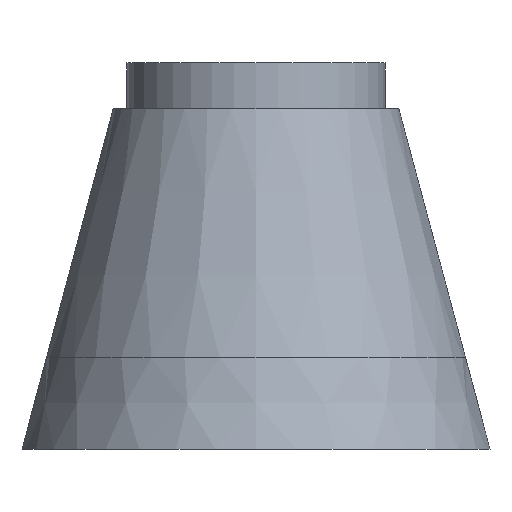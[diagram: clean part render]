
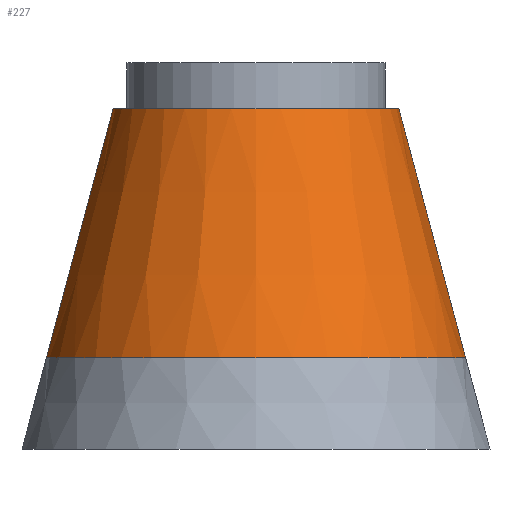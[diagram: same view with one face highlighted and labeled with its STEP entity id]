
A CAD part, left-side view. The second image highlights one B-rep face of the part: STEP entity #227.
In plain terms, the highlighted conical face has half-angle 15 degrees and reference radius 34.949 mm.
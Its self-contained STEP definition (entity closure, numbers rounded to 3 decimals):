
#31=CARTESIAN_POINT('Axis2P3D Location',(0.,0.,-41.562)) ;
#40=CARTESIAN_POINT('Vertex',(0.,34.949,-41.562)) ;
#56=CARTESIAN_POINT('Vertex',(0.,-34.949,-41.562)) ;
#59=CARTESIAN_POINT('Axis2P3D Location',(0.,0.,-41.562)) ;
#202=CARTESIAN_POINT('Line Origine',(0.,31.423,-28.401)) ;
#206=CARTESIAN_POINT('Vertex',(0.,23.813,0.)) ;
#209=CARTESIAN_POINT('Line Origine',(0.,-31.423,-28.401)) ;
#213=CARTESIAN_POINT('Vertex',(0.,-23.813,0.)) ;
#216=CARTESIAN_POINT('Axis2P3D Location',(0.,0.,0.)) ;
#204=VECTOR('Line Direction',#203,1.) ;
#211=VECTOR('Line Direction',#210,1.) ;
#32=DIRECTION('Axis2P3D Direction',(0.,0.,-1.)) ;
#33=DIRECTION('Axis2P3D XDirection',(0.,-1.,0.)) ;
#60=DIRECTION('Axis2P3D Direction',(0.,0.,-1.)) ;
#203=DIRECTION('Vector Direction',(0.,0.259,-0.966)) ;
#210=DIRECTION('Vector Direction',(0.,-0.259,-0.966)) ;
#217=DIRECTION('Axis2P3D Direction',(0.,0.,-1.)) ;
#34=AXIS2_PLACEMENT_3D('Cone Axis2P3D',#31,#32,#33) ;
#61=AXIS2_PLACEMENT_3D('Circle Axis2P3D',#59,#60,$) ;
#218=AXIS2_PLACEMENT_3D('Circle Axis2P3D',#216,#217,$) ;
#205=LINE('Line',#202,#204) ;
#212=LINE('Line',#209,#211) ;
#62=CIRCLE('generated circle',#61,34.949) ;
#219=CIRCLE('generated circle',#218,23.813) ;
#35=CONICAL_SURFACE('Cone',#34,34.949,0.262) ;
#63=EDGE_CURVE('',#57,#41,#62,.T.) ;
#208=EDGE_CURVE('',#207,#41,#205,.T.) ;
#215=EDGE_CURVE('',#214,#57,#212,.T.) ;
#220=EDGE_CURVE('',#214,#207,#219,.T.) ;
#222=ORIENTED_EDGE('',*,*,#208,.T.) ;
#223=ORIENTED_EDGE('',*,*,#63,.F.) ;
#224=ORIENTED_EDGE('',*,*,#215,.F.) ;
#225=ORIENTED_EDGE('',*,*,#220,.T.) ;
#221=EDGE_LOOP('',(#222,#223,#224,#225)) ;
#41=VERTEX_POINT('',#40) ;
#57=VERTEX_POINT('',#56) ;
#207=VERTEX_POINT('',#206) ;
#214=VERTEX_POINT('',#213) ;
#227=ADVANCED_FACE('Body.3',(#226),#35,.T.) ;
#226=FACE_OUTER_BOUND('',#221,.T.) ;
